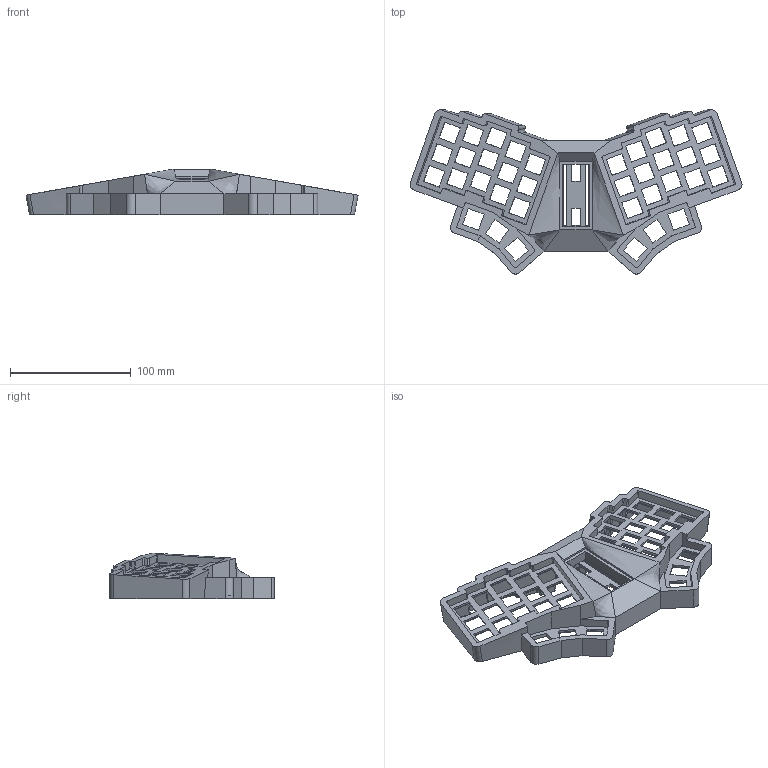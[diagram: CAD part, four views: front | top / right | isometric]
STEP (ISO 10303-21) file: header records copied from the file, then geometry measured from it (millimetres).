
FILE_DESCRIPTION(('HOOPS Exchange Step'),'2;1');
FILE_NAME('temp_export','2023-06-14T16:45:03-04:00',('jscotto'),('Shapr3D Limited'),'HOOPS Exchange 2022.2','Shapr3D','Authorized');
FILE_SCHEMA( ('AUTOMOTIVE_DESIGN { 1 0 10303 214 1 1 1 1 }') );
Length unit declared in the file: millimetre
Products named in the file (1): Case
Bounding box: 274.39 x 135.7 x 37.87 mm (x, y, z)
Volume: 192962 mm3; surface area: 88974 mm2
Topology: 2 solids, 2 shells, 700 faces, 1919 edges, 1271 vertices
Faces by surface type: plane 545, cylinder 130, bspline 25
Full cylindrical faces by diameter (mm): 3.6 x11, 16 x1
Entity records: 24440 total; most frequent: CARTESIAN_POINT 6425, ORIENTED_EDGE 3836, DIRECTION 3464, EDGE_CURVE 1918, VECTOR 1566, LINE 1566, VERTEX_POINT 1271, AXIS2_PLACEMENT_3D 949
